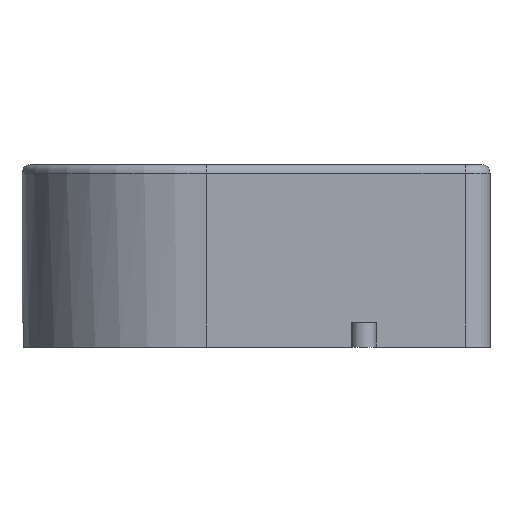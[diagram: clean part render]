
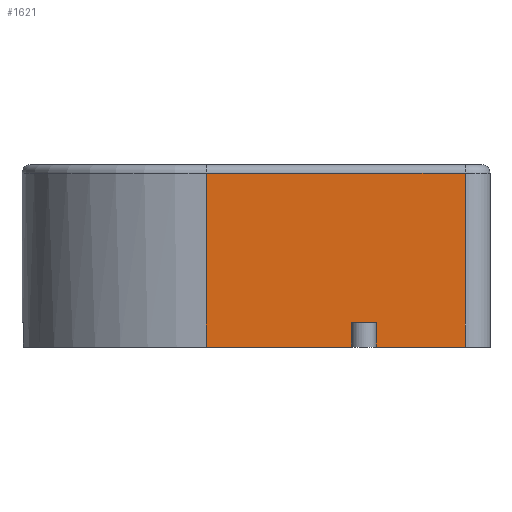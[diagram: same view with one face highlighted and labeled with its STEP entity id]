
A CAD part, front view. The second image highlights one B-rep face of the part: STEP entity #1621.
In plain terms, the highlighted planar face has unit normal (0, -1, 0).
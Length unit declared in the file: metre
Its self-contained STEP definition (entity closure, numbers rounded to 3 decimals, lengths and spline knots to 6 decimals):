
#245=ORIENTED_EDGE('',*,*,#710,.T.);
#246=ORIENTED_EDGE('',*,*,#711,.T.);
#247=ORIENTED_EDGE('',*,*,#692,.T.);
#248=ORIENTED_EDGE('',*,*,#712,.T.);
#249=ORIENTED_EDGE('',*,*,#708,.F.);
#250=ORIENTED_EDGE('',*,*,#713,.T.);
#251=ORIENTED_EDGE('',*,*,#714,.T.);
#252=ORIENTED_EDGE('',*,*,#715,.T.);
#692=EDGE_CURVE('',#927,#928,#1069,.T.);
#708=EDGE_CURVE('',#937,#938,#1079,.T.);
#710=EDGE_CURVE('',#939,#940,#1081,.F.);
#711=EDGE_CURVE('',#940,#927,#1082,.F.);
#712=EDGE_CURVE('',#928,#938,#1083,.T.);
#713=EDGE_CURVE('',#937,#941,#1084,.T.);
#714=EDGE_CURVE('',#941,#942,#1085,.T.);
#715=EDGE_CURVE('',#942,#939,#1086,.T.);
#927=VERTEX_POINT('',#2524);
#928=VERTEX_POINT('',#2525);
#937=VERTEX_POINT('',#2554);
#938=VERTEX_POINT('',#2556);
#939=VERTEX_POINT('',#2560);
#940=VERTEX_POINT('',#2561);
#941=VERTEX_POINT('',#2565);
#942=VERTEX_POINT('',#2567);
#1069=LINE('',#2523,#1236);
#1079=LINE('',#2555,#1246);
#1081=LINE('',#2559,#1248);
#1082=LINE('',#2562,#1249);
#1083=LINE('',#2563,#1250);
#1084=LINE('',#2564,#1251);
#1085=LINE('',#2566,#1252);
#1086=LINE('',#2568,#1253);
#1236=VECTOR('',#2001,1.);
#1246=VECTOR('',#2033,1.);
#1248=VECTOR('',#2037,1.);
#1249=VECTOR('',#2038,1.);
#1250=VECTOR('',#2039,1.);
#1251=VECTOR('',#2040,1.);
#1252=VECTOR('',#2041,1.);
#1253=VECTOR('',#2042,1.);
#1371=EDGE_LOOP('',(#245,#246,#247,#248,#249,#250,#251,#252));
#1471=FACE_BOUND('',#1371,.T.);
#1565=PLANE('',#1756);
#1621=ADVANCED_FACE('',(#1471),#1565,.F.);
#1756=AXIS2_PLACEMENT_3D('',#2558,#2035,#2036);
#2001=DIRECTION('',(0.,0.,-1.));
#2033=DIRECTION('',(0.,0.,-1.));
#2035=DIRECTION('',(0.,1.,0.));
#2036=DIRECTION('',(-1.,0.,0.));
#2037=DIRECTION('',(0.,0.,-1.));
#2038=DIRECTION('',(1.,0.,0.));
#2039=DIRECTION('',(1.,0.,0.));
#2040=DIRECTION('',(1.,0.,0.));
#2041=DIRECTION('',(0.,0.,-1.));
#2042=DIRECTION('',(1.,0.,0.));
#2523=CARTESIAN_POINT('',(-0.054201,-0.020171,0.004));
#2524=CARTESIAN_POINT('',(-0.054201,-0.020171,0.021));
#2525=CARTESIAN_POINT('',(-0.054201,-0.020171,0.));
#2554=CARTESIAN_POINT('',(-0.036701,-0.020171,0.003));
#2555=CARTESIAN_POINT('',(-0.036701,-0.020171,0.004));
#2556=CARTESIAN_POINT('',(-0.036701,-0.020171,0.));
#2558=CARTESIAN_POINT('',(-0.045451,-0.020171,0.004));
#2559=CARTESIAN_POINT('',(-0.022951,-0.020171,0.004));
#2560=CARTESIAN_POINT('',(-0.022951,-0.020171,0.));
#2561=CARTESIAN_POINT('',(-0.022951,-0.020171,0.021));
#2562=CARTESIAN_POINT('',(-0.054201,-0.020171,0.021));
#2563=CARTESIAN_POINT('',(-0.045451,-0.020171,0.));
#2564=CARTESIAN_POINT('',(-0.035201,-0.020171,0.003));
#2565=CARTESIAN_POINT('',(-0.033701,-0.020171,0.003));
#2566=CARTESIAN_POINT('',(-0.033701,-0.020171,0.004));
#2567=CARTESIAN_POINT('',(-0.033701,-0.020171,0.));
#2568=CARTESIAN_POINT('',(-0.026826,-0.020171,0.));
